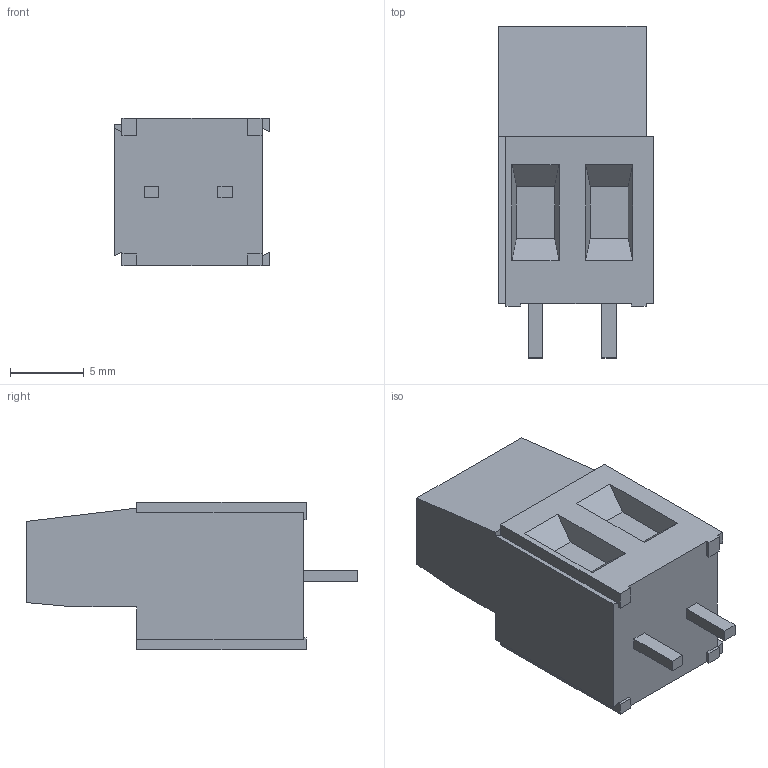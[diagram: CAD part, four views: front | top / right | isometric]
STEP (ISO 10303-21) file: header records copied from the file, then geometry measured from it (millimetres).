
FILE_DESCRIPTION((''),'2;1');
FILE_NAME('C-282856-2','2022-09-28T05:15:37',('workeradm'),('TE Connectivity Ltd.'),'CREO PARAMETRIC BY PTC INC, 2021072','CREO PARAMETRIC BY PTC INC, 2021072','');
FILE_SCHEMA(('AUTOMOTIVE_DESIGN { 1 0 10303 214 1 1 1 1 }'));
Length unit declared in the file: millimetre
Products named in the file (1): C-282856-2
Bounding box: 10.5 x 22.5 x 10 mm (x, y, z)
Volume: 1516.3 mm3; surface area: 1041.1 mm2
Topology: 1 solids, 1 shells, 94 faces, 228 edges, 153 vertices
Faces by surface type: plane 82, bspline 8, cylinder 4
Entity records: 3084 total; most frequent: CARTESIAN_POINT 700, ORIENTED_EDGE 454, DIRECTION 427, EDGE_CURVE 227, VECTOR 187, LINE 187, VERTEX_POINT 151, COLOUR_RGB 126
